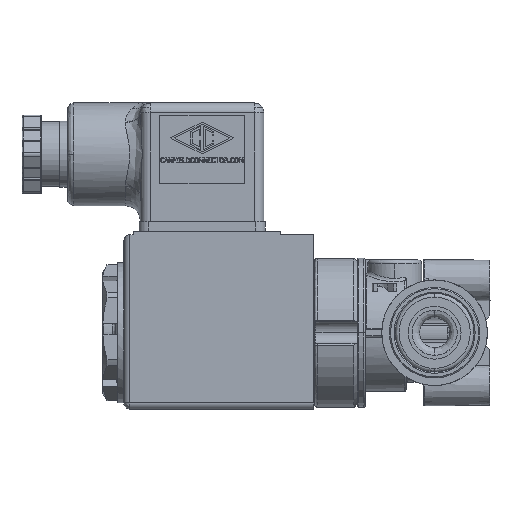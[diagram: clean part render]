
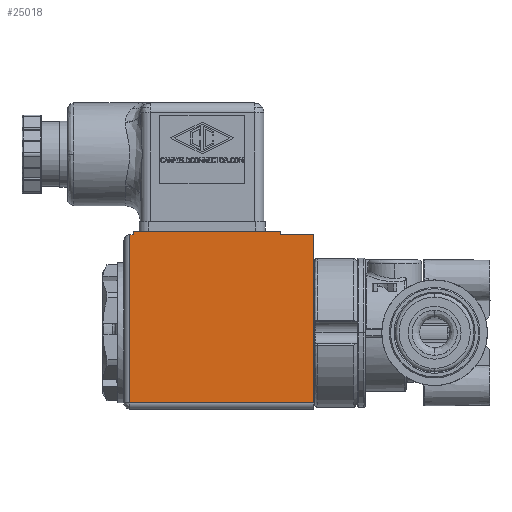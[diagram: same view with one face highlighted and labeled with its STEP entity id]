
A CAD part, left-side view. The second image highlights one B-rep face of the part: STEP entity #25018.
In plain terms, the highlighted planar face has unit normal (-1, 0, 0).
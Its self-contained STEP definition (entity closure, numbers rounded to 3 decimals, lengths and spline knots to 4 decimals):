
#752 = DIRECTION ( 'NONE',  ( 0., 0., -1. ) ) ;
#756 = LINE ( 'NONE', #23075, #8128 ) ;
#2140 = EDGE_CURVE ( 'NONE', #68299, #70607, #55818, .T. ) ;
#3665 = CARTESIAN_POINT ( 'NONE',  ( -0.581, 0.9995, -0.632 ) ) ;
#4558 = ORIENTED_EDGE ( 'NONE', *, *, #21659, .F. ) ;
#8128 = VECTOR ( 'NONE', #45440, 39.3701 ) ;
#8143 = ORIENTED_EDGE ( 'NONE', *, *, #68028, .T. ) ;
#8603 = CARTESIAN_POINT ( 'NONE',  ( -0.581, 0.9995, -0.582 ) ) ;
#8821 = EDGE_CURVE ( 'NONE', #66301, #65611, #51322, .T. ) ;
#11084 = DIRECTION ( 'NONE',  ( 0., 0., 1. ) ) ;
#12085 = CARTESIAN_POINT ( 'NONE',  ( -0.581, 2.4975, 0.812 ) ) ;
#13214 = CARTESIAN_POINT ( 'NONE',  ( -0.581, 1.787, 0.812 ) ) ;
#13641 = VERTEX_POINT ( 'NONE', #69076 ) ;
#13666 = LINE ( 'NONE', #58041, #60835 ) ;
#14639 = FACE_OUTER_BOUND ( 'NONE', #63867, .T. ) ;
#14867 = LINE ( 'NONE', #26221, #65753 ) ;
#16086 = PLANE ( 'NONE',  #18684 ) ;
#16088 = LINE ( 'NONE', #22308, #50010 ) ;
#16106 = ORIENTED_EDGE ( 'NONE', *, *, #51507, .F. ) ;
#18684 = AXIS2_PLACEMENT_3D ( 'NONE', #3665, #60834, #26724 ) ;
#19244 = CARTESIAN_POINT ( 'NONE',  ( -0.581, 2.5245, 0.812 ) ) ;
#20594 = ORIENTED_EDGE ( 'NONE', *, *, #2140, .F. ) ;
#21659 = EDGE_CURVE ( 'NONE', #49640, #68299, #52083, .T. ) ;
#22308 = CARTESIAN_POINT ( 'NONE',  ( -0.581, 1.2785, 0.812 ) ) ;
#23075 = CARTESIAN_POINT ( 'NONE',  ( -0.581, 1.3932, -0.582 ) ) ;
#25018 = ADVANCED_FACE ( 'NONE', ( #14639 ), #16086, .T. ) ;
#25097 = VECTOR ( 'NONE', #11084, 39.3701 ) ;
#25569 = CARTESIAN_POINT ( 'NONE',  ( -0.581, 0.9995, 0.812 ) ) ;
#26221 = CARTESIAN_POINT ( 'NONE',  ( -0.581, 0.9995, 0.8405 ) ) ;
#26724 = DIRECTION ( 'NONE',  ( 0., 0., 1. ) ) ;
#29105 = CARTESIAN_POINT ( 'NONE',  ( -0.581, 2.5245, -0.632 ) ) ;
#29805 = DIRECTION ( 'NONE',  ( 0., 1., 0. ) ) ;
#32926 = EDGE_CURVE ( 'NONE', #66301, #13641, #13666, .T. ) ;
#33804 = CARTESIAN_POINT ( 'NONE',  ( -0.581, 2.4975, 0.812 ) ) ;
#35532 = CARTESIAN_POINT ( 'NONE',  ( -0.581, 0.9995, -0.632 ) ) ;
#35566 = DIRECTION ( 'NONE',  ( 0., -1., 0. ) ) ;
#35608 = EDGE_CURVE ( 'NONE', #65611, #44896, #756, .T. ) ;
#35720 = ORIENTED_EDGE ( 'NONE', *, *, #63222, .T. ) ;
#37867 = VECTOR ( 'NONE', #752, 39.3701 ) ;
#38463 = DIRECTION ( 'NONE',  ( 0., 0., -1. ) ) ;
#40443 = VECTOR ( 'NONE', #35566, 39.3701 ) ;
#42285 = ORIENTED_EDGE ( 'NONE', *, *, #32926, .T. ) ;
#43333 = CARTESIAN_POINT ( 'NONE',  ( -0.581, 2.4975, 0.8405 ) ) ;
#44896 = VERTEX_POINT ( 'NONE', #67796 ) ;
#45440 = DIRECTION ( 'NONE',  ( 0., 1., 0. ) ) ;
#49640 = VERTEX_POINT ( 'NONE', #19244 ) ;
#50010 = VECTOR ( 'NONE', #38463, 39.3701 ) ;
#50437 = ORIENTED_EDGE ( 'NONE', *, *, #35608, .F. ) ;
#51322 = LINE ( 'NONE', #35532, #37867 ) ;
#51494 = LINE ( 'NONE', #29105, #67056 ) ;
#51507 = EDGE_CURVE ( 'NONE', #55960, #13641, #16088, .T. ) ;
#52083 = LINE ( 'NONE', #13214, #40443 ) ;
#55818 = LINE ( 'NONE', #33804, #25097 ) ;
#55960 = VERTEX_POINT ( 'NONE', #67926 ) ;
#57351 = DIRECTION ( 'NONE',  ( 0., 0., -1. ) ) ;
#58041 = CARTESIAN_POINT ( 'NONE',  ( -0.581, 0.9995, 0.812 ) ) ;
#59116 = ORIENTED_EDGE ( 'NONE', *, *, #8821, .F. ) ;
#60834 = DIRECTION ( 'NONE',  ( -1., 0., 0. ) ) ;
#60835 = VECTOR ( 'NONE', #29805, 39.3701 ) ;
#61066 = DIRECTION ( 'NONE',  ( 0., 1., 0. ) ) ;
#63222 = EDGE_CURVE ( 'NONE', #55960, #70607, #14867, .T. ) ;
#63867 = EDGE_LOOP ( 'NONE', ( #4558, #8143, #50437, #59116, #42285, #16106, #35720, #20594 ) ) ;
#65611 = VERTEX_POINT ( 'NONE', #8603 ) ;
#65753 = VECTOR ( 'NONE', #61066, 39.3701 ) ;
#66301 = VERTEX_POINT ( 'NONE', #25569 ) ;
#67056 = VECTOR ( 'NONE', #57351, 39.3701 ) ;
#67796 = CARTESIAN_POINT ( 'NONE',  ( -0.581, 2.5245, -0.582 ) ) ;
#67926 = CARTESIAN_POINT ( 'NONE',  ( -0.581, 1.2785, 0.8405 ) ) ;
#68028 = EDGE_CURVE ( 'NONE', #49640, #44896, #51494, .T. ) ;
#68299 = VERTEX_POINT ( 'NONE', #12085 ) ;
#69076 = CARTESIAN_POINT ( 'NONE',  ( -0.581, 1.2785, 0.812 ) ) ;
#70607 = VERTEX_POINT ( 'NONE', #43333 ) ;
